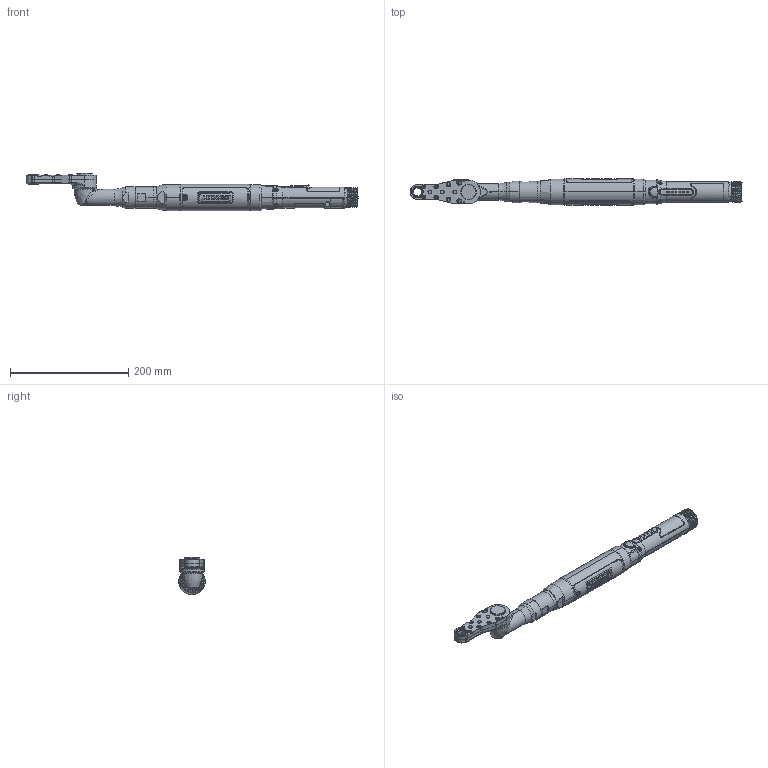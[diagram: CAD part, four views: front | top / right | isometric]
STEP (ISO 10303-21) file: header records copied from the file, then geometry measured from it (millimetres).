
FILE_DESCRIPTION((''),'2;1');
FILE_NAME('EB33LC362-30','2019-09-03T11:23:55',('CEG0317'),(''),'CREO PARAMETRIC BY PTC INC, 2017380','CREO PARAMETRIC BY PTC INC, 2017380','');
FILE_SCHEMA(('CONFIG_CONTROL_DESIGN'));
Products named in the file (1): EB33LC362-30
Bounding box: 561.8 x 45.57 x 63.16 mm (x, y, z)
Surface area: 114405.2 mm2 (no closed solid volume)
Topology: 0 solids, 208 shells, 924 faces, 5554 edges, 4729 vertices
Faces by surface type: plane 301, cylinder 249, bspline 202, cone 86, torus 59, extrusion 16, sphere 11
Entity records: 72170 total; most frequent: CARTESIAN_POINT 34302, ORIENTED_EDGE 6869, DIRECTION 6479, EDGE_CURVE 5552, VERTEX_POINT 4729, VECTOR 2925, LINE 2909, AXIS2_PLACEMENT_3D 1777
